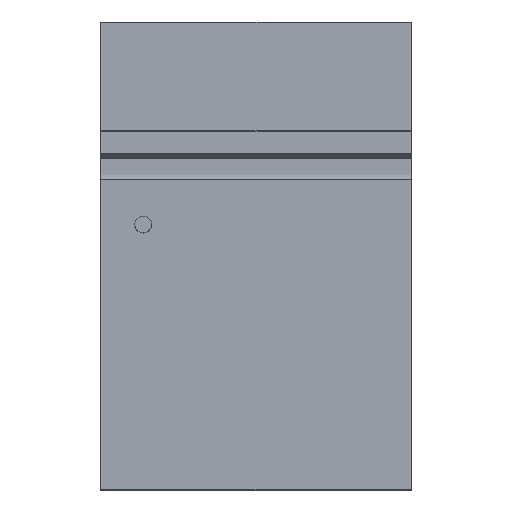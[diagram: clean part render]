
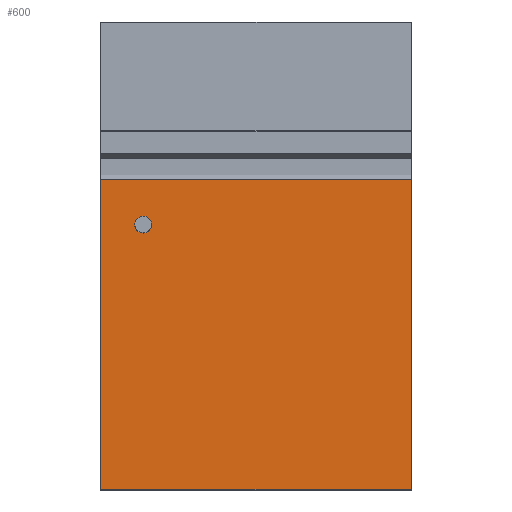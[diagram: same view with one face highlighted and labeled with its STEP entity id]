
A CAD part, top view. The second image highlights one B-rep face of the part: STEP entity #600.
In plain terms, the highlighted planar face has unit normal (0, 0, 1).
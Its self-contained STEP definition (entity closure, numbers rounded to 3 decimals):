
#391 = VERTEX_POINT('',#392);
#392 = CARTESIAN_POINT('',(0.,-11.001,1.1));
#398 = EDGE_CURVE('',#391,#399,#401,.T.);
#399 = VERTEX_POINT('',#400);
#400 = CARTESIAN_POINT('',(0.,-3.7,1.1));
#401 = LINE('',#402,#403);
#402 = CARTESIAN_POINT('',(0.,-11.001,1.1));
#403 = VECTOR('',#404,1.);
#404 = DIRECTION('',(0.,1.,0.));
#479 = VERTEX_POINT('',#480);
#480 = CARTESIAN_POINT('',(7.3,-3.7,1.1));
#486 = EDGE_CURVE('',#479,#487,#489,.T.);
#487 = VERTEX_POINT('',#488);
#488 = CARTESIAN_POINT('',(7.3,-11.001,1.1));
#489 = LINE('',#490,#491);
#490 = CARTESIAN_POINT('',(7.3,-2.563,1.1));
#491 = VECTOR('',#492,1.);
#492 = DIRECTION('',(0.,-1.,0.));
#587 = EDGE_CURVE('',#479,#399,#588,.T.);
#588 = LINE('',#589,#590);
#589 = CARTESIAN_POINT('',(7.3,-3.7,1.1));
#590 = VECTOR('',#591,1.);
#591 = DIRECTION('',(-1.,-0.,-0.));
#600 = ADVANCED_FACE('',(#601,#612),#623,.F.);
#601 = FACE_BOUND('',#602,.F.);
#602 = EDGE_LOOP('',(#603,#604,#605,#606));
#603 = ORIENTED_EDGE('',*,*,#398,.T.);
#604 = ORIENTED_EDGE('',*,*,#587,.F.);
#605 = ORIENTED_EDGE('',*,*,#486,.T.);
#606 = ORIENTED_EDGE('',*,*,#607,.T.);
#607 = EDGE_CURVE('',#487,#391,#608,.T.);
#608 = LINE('',#609,#610);
#609 = CARTESIAN_POINT('',(7.3,-11.001,1.1));
#610 = VECTOR('',#611,1.);
#611 = DIRECTION('',(-1.,0.,0.));
#612 = FACE_BOUND('',#613,.F.);
#613 = EDGE_LOOP('',(#614));
#614 = ORIENTED_EDGE('',*,*,#615,.T.);
#615 = EDGE_CURVE('',#616,#616,#618,.T.);
#616 = VERTEX_POINT('',#617);
#617 = CARTESIAN_POINT('',(1.2,-4.763,1.1));
#618 = CIRCLE('',#619,0.2);
#619 = AXIS2_PLACEMENT_3D('',#620,#621,#622);
#620 = CARTESIAN_POINT('',(1.,-4.763,1.1));
#621 = DIRECTION('',(0.,0.,1.));
#622 = DIRECTION('',(1.,0.,0.));
#623 = PLANE('',#624);
#624 = AXIS2_PLACEMENT_3D('',#625,#626,#627);
#625 = CARTESIAN_POINT('',(3.65,-6.782,1.1));
#626 = DIRECTION('',(-0.,-0.,-1.));
#627 = DIRECTION('',(-1.,0.,0.));
